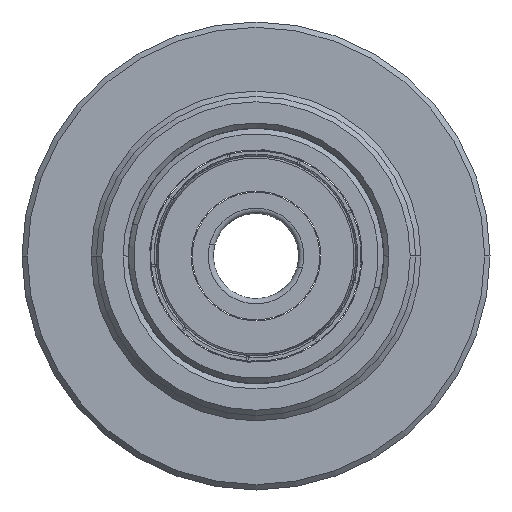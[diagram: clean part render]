
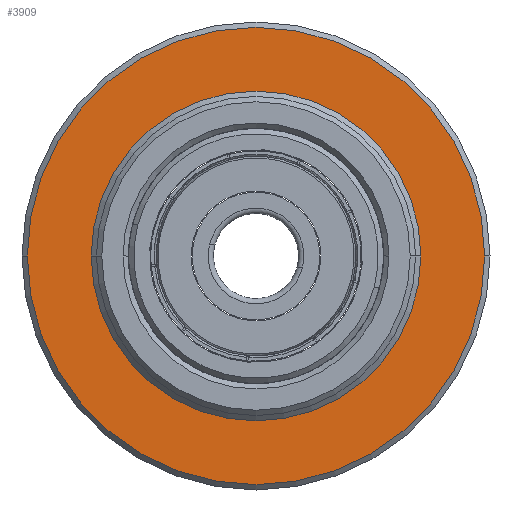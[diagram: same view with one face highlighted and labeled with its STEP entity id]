
A CAD part, left-side view. The second image highlights one B-rep face of the part: STEP entity #3909.
In plain terms, the highlighted planar face has unit normal (-1, 0, 0).
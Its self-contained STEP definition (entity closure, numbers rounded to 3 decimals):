
#2 = CARTESIAN_POINT ( 'NONE',  ( 9.1, 0., 0. ) ) ;
#203 = VERTEX_POINT ( 'NONE', #1977 ) ;
#221 = DIRECTION ( 'NONE',  ( 0., -1., 0. ) ) ;
#298 = VERTEX_POINT ( 'NONE', #2907 ) ;
#303 = AXIS2_PLACEMENT_3D ( 'NONE', #1935, #1986, #221 ) ;
#399 = DIRECTION ( 'NONE',  ( 1., 0., 0. ) ) ;
#564 = ORIENTED_EDGE ( 'NONE', *, *, #1443, .T. ) ;
#773 = CARTESIAN_POINT ( 'NONE',  ( 9.1, -22., 0. ) ) ;
#874 = AXIS2_PLACEMENT_3D ( 'NONE', #2, #4207, #2431 ) ;
#1036 = CARTESIAN_POINT ( 'NONE',  ( 9.1, 0., 0. ) ) ;
#1098 = DIRECTION ( 'NONE',  ( 0., -1., 0. ) ) ;
#1158 = ORIENTED_EDGE ( 'NONE', *, *, #3835, .T. ) ;
#1359 = ORIENTED_EDGE ( 'NONE', *, *, #1389, .T. ) ;
#1389 = EDGE_CURVE ( 'NONE', #2514, #3182, #2679, .T. ) ;
#1443 = EDGE_CURVE ( 'NONE', #298, #203, #3509, .T. ) ;
#1493 = AXIS2_PLACEMENT_3D ( 'NONE', #773, #2235, #1883 ) ;
#1618 = CARTESIAN_POINT ( 'NONE',  ( 9.1, 21.5, 0. ) ) ;
#1686 = CIRCLE ( 'NONE', #874, 21.5 ) ;
#1883 = DIRECTION ( 'NONE',  ( 0., -1., 0. ) ) ;
#1935 = CARTESIAN_POINT ( 'NONE',  ( 9.1, 0., 0. ) ) ;
#1977 = CARTESIAN_POINT ( 'NONE',  ( 9.1, -15.5, 0. ) ) ;
#1986 = DIRECTION ( 'NONE',  ( -1., 0., 0. ) ) ;
#2023 = CIRCLE ( 'NONE', #2615, 15.5 ) ;
#2235 = DIRECTION ( 'NONE',  ( -1., 0., 0. ) ) ;
#2262 = FACE_BOUND ( 'NONE', #2559, .T. ) ;
#2431 = DIRECTION ( 'NONE',  ( 0., -1., 0. ) ) ;
#2514 = VERTEX_POINT ( 'NONE', #1618 ) ;
#2559 = EDGE_LOOP ( 'NONE', ( #564, #1158 ) ) ;
#2607 = PLANE ( 'NONE',  #1493 ) ;
#2615 = AXIS2_PLACEMENT_3D ( 'NONE', #2744, #399, #1098 ) ;
#2679 = CIRCLE ( 'NONE', #303, 21.5 ) ;
#2744 = CARTESIAN_POINT ( 'NONE',  ( 9.1, 0., 0. ) ) ;
#2831 = DIRECTION ( 'NONE',  ( 1., 0., 0. ) ) ;
#2907 = CARTESIAN_POINT ( 'NONE',  ( 9.1, 15.5, 0. ) ) ;
#3116 = DIRECTION ( 'NONE',  ( 0., -1., 0. ) ) ;
#3182 = VERTEX_POINT ( 'NONE', #4323 ) ;
#3411 = EDGE_CURVE ( 'NONE', #3182, #2514, #1686, .T. ) ;
#3509 = CIRCLE ( 'NONE', #4090, 15.5 ) ;
#3835 = EDGE_CURVE ( 'NONE', #203, #298, #2023, .T. ) ;
#3909 = ADVANCED_FACE ( 'NONE', ( #2262, #3942 ), #2607, .T. ) ;
#3913 = ORIENTED_EDGE ( 'NONE', *, *, #3411, .T. ) ;
#3942 = FACE_OUTER_BOUND ( 'NONE', #4354, .T. ) ;
#4090 = AXIS2_PLACEMENT_3D ( 'NONE', #1036, #2831, #3116 ) ;
#4207 = DIRECTION ( 'NONE',  ( -1., 0., 0. ) ) ;
#4323 = CARTESIAN_POINT ( 'NONE',  ( 9.1, -21.5, 0. ) ) ;
#4354 = EDGE_LOOP ( 'NONE', ( #1359, #3913 ) ) ;
